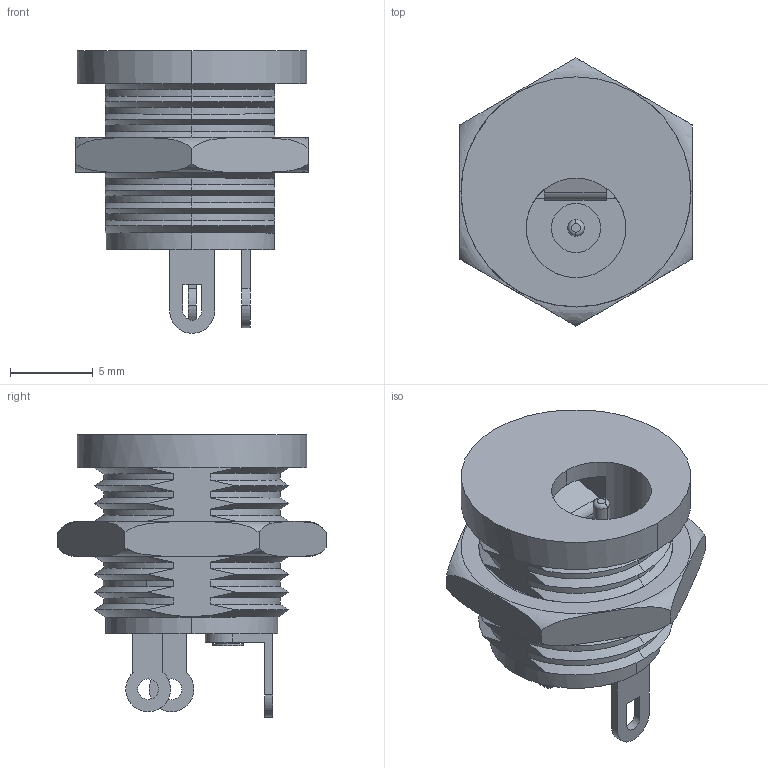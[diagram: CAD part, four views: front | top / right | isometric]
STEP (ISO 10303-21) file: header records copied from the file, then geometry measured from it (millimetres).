
FILE_DESCRIPTION(('STEP AP214'),'1');
FILE_NAME('Socket Panel.stp','2023-08-08T07:30:19',(' '),(' '),'Spatial InterOp 3D',' ',' ');
FILE_SCHEMA(('AUTOMOTIVE_DESIGN { 1 0 10303 214 1 1 1 1 }'));
Length unit declared in the file: metre
Products named in the file (4): Socket Panel; pin; Nut
Assembly tree (3 placements, depth 2):
  Socket Panel
    Socket Panel
    pin
    Nut
Bounding box: 14 x 16.17 x 17.03 mm (x, y, z)
Volume: 1113.7 mm3; surface area: 1728.3 mm2
Topology: 5 solids, 5 shells, 280 faces, 723 edges, 459 vertices
Faces by surface type: plane 94, cylinder 92, cone 81, torus 10, bspline 3
Entity records: 11072 total; most frequent: CARTESIAN_POINT 4413, ORIENTED_EDGE 1446, DIRECTION 1270, EDGE_CURVE 723, VERTEX_POINT 459, AXIS2_PLACEMENT_3D 455, LINE 360, VECTOR 360
